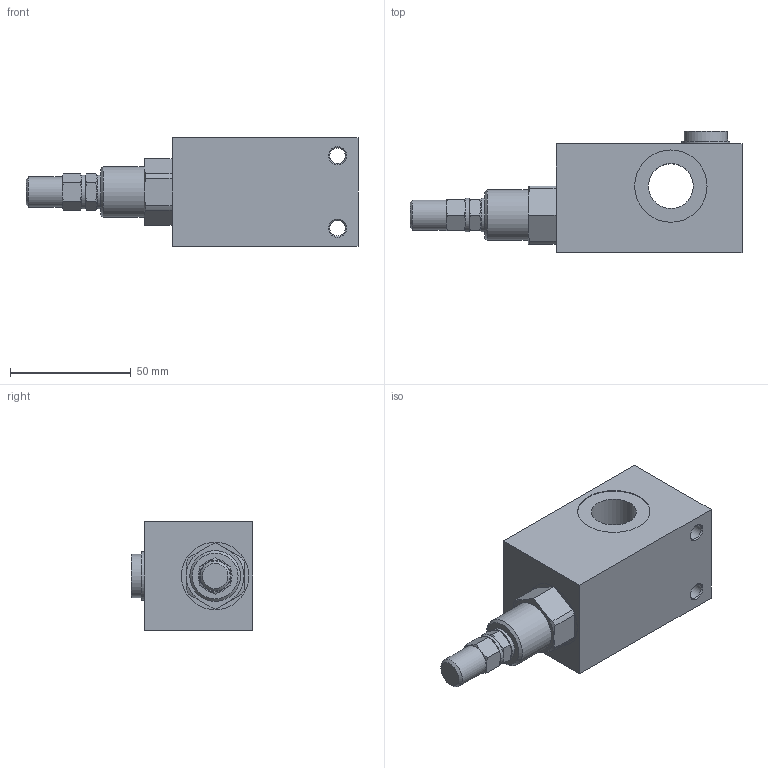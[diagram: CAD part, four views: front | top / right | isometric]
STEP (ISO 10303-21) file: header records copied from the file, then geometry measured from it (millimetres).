
FILE_DESCRIPTION(/* description */ ('Unknown'),/* implementation_level */ '2;1');
FILE_NAME(/* name */ 'V0710',/* time_stamp */ '2016-09-16T13:26:12+02:00',/* author */ ('Unknown'),/* organization */ ('Unknown'),/* preprocessor_version */ 'ST-DEVELOPER v16.7',/* originating_system */ 'DEX',/* authorisation */ $);
FILE_SCHEMA (('AUTOMOTIVE_DESIGN {1 0 10303 214 3 1 1}'));
Length unit declared in the file: millimetre
Products named in the file (1): V0710
Bounding box: 137.7 x 50.2 x 45 mm (x, y, z)
Volume: 151868.9 mm3; surface area: 26891 mm2
Topology: 1 solids, 1 shells, 94 faces, 211 edges, 135 vertices
Faces by surface type: plane 48, cone 24, cylinder 22
Full cylindrical faces by diameter (mm): 6.5 x2, 10.5 x2, 12.5 x1, 14 x2, 18 x1, 18.631 x2, 20 x1, 21 x1, 28 x1, 30 x3
Entity records: 3088 total; most frequent: CARTESIAN_POINT 511, DIRECTION 392, ORIENTED_EDGE 360, EDGE_CURVE 180, AXIS2_PLACEMENT_3D 165, EDGE_LOOP 140, FACE_BOUND 140, VERTEX_POINT 128
